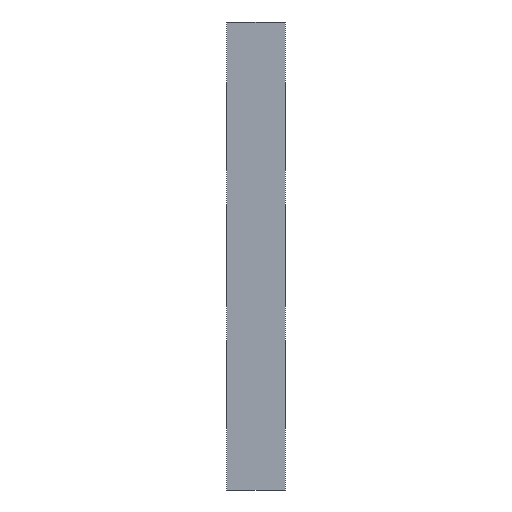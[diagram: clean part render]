
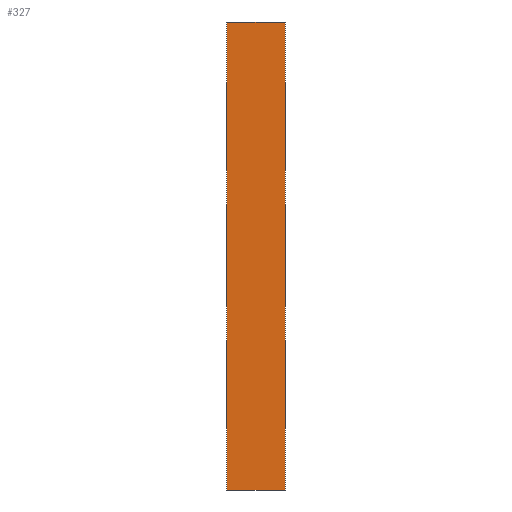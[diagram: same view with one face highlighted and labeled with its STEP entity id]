
A CAD part, front view. The second image highlights one B-rep face of the part: STEP entity #327.
In plain terms, the highlighted free-form (B-spline) face has degree [1, 1] with [2, 2] control points.
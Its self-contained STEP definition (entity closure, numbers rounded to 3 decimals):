
#292=(
BOUNDED_SURFACE()
B_SPLINE_SURFACE(1,1,((#293,#294),(#295,#296)),.UNSPECIFIED.,.F.,.F.,.F.)
B_SPLINE_SURFACE_WITH_KNOTS((2,2),(2,2),(0.000,1.000),(0.000,1.000),.UNSPECIFIED.)
GEOMETRIC_REPRESENTATION_ITEM()
RATIONAL_B_SPLINE_SURFACE(((1.,1.),(1.,1.)))
REPRESENTATION_ITEM('')
SURFACE()
);
#293=CARTESIAN_POINT('',(2.531,-40.494,20.));
#294=CARTESIAN_POINT('',(2.531,-40.494,-20.));
#295=CARTESIAN_POINT('',(-2.469,-40.494,20.));
#296=CARTESIAN_POINT('',(-2.469,-40.494,-20.));
#297=CARTESIAN_POINT('',(2.531,-40.494,-20.));
#298=VERTEX_POINT('',#297);
#299=(
BOUNDED_CURVE()
B_SPLINE_CURVE(1,(#300,#301),.UNSPECIFIED.,.F.,.F.)
B_SPLINE_CURVE_WITH_KNOTS((2,2),(0.000,1.000),.UNSPECIFIED.)
CURVE()
GEOMETRIC_REPRESENTATION_ITEM()
RATIONAL_B_SPLINE_CURVE((1.,1.))
REPRESENTATION_ITEM('')
);
#300=CARTESIAN_POINT('',(2.531,-40.494,-20.));
#301=CARTESIAN_POINT('',(-2.469,-40.494,-20.));
#302=CARTESIAN_POINT('',(-2.469,-40.494,-20.));
#303=VERTEX_POINT('',#302);
#304=EDGE_CURVE('',#298,#303,#299,.T.);
#305=ORIENTED_EDGE('',*,*,#304,.T.);
#306=(
BOUNDED_CURVE()
B_SPLINE_CURVE(1,(#307,#308),.UNSPECIFIED.,.F.,.F.)
B_SPLINE_CURVE_WITH_KNOTS((2,2),(0.000,1.000),.UNSPECIFIED.)
CURVE()
GEOMETRIC_REPRESENTATION_ITEM()
RATIONAL_B_SPLINE_CURVE((1.,1.))
REPRESENTATION_ITEM('')
);
#307=CARTESIAN_POINT('',(-2.469,-40.494,-20.));
#308=CARTESIAN_POINT('',(-2.469,-40.494,20.));
#309=CARTESIAN_POINT('',(-2.469,-40.494,20.));
#310=VERTEX_POINT('',#309);
#311=EDGE_CURVE('',#303,#310,#306,.T.);
#312=ORIENTED_EDGE('',*,*,#311,.T.);
#313=(
BOUNDED_CURVE()
B_SPLINE_CURVE(1,(#314,#315),.UNSPECIFIED.,.F.,.F.)
B_SPLINE_CURVE_WITH_KNOTS((2,2),(0.000,1.000),.UNSPECIFIED.)
CURVE()
GEOMETRIC_REPRESENTATION_ITEM()
RATIONAL_B_SPLINE_CURVE((1.,1.))
REPRESENTATION_ITEM('')
);
#314=CARTESIAN_POINT('',(-2.469,-40.494,20.));
#315=CARTESIAN_POINT('',(2.531,-40.494,20.));
#316=CARTESIAN_POINT('',(2.531,-40.494,20.));
#317=VERTEX_POINT('',#316);
#318=EDGE_CURVE('',#310,#317,#313,.T.);
#319=ORIENTED_EDGE('',*,*,#318,.T.);
#320=(
BOUNDED_CURVE()
B_SPLINE_CURVE(1,(#321,#322),.UNSPECIFIED.,.F.,.F.)
B_SPLINE_CURVE_WITH_KNOTS((2,2),(0.000,1.000),.UNSPECIFIED.)
CURVE()
GEOMETRIC_REPRESENTATION_ITEM()
RATIONAL_B_SPLINE_CURVE((1.,1.))
REPRESENTATION_ITEM('')
);
#321=CARTESIAN_POINT('',(2.531,-40.494,20.));
#322=CARTESIAN_POINT('',(2.531,-40.494,-20.));
#323=EDGE_CURVE('',#317,#298,#320,.T.);
#324=ORIENTED_EDGE('',*,*,#323,.T.);
#325=EDGE_LOOP('',(#305,#312,#319,#324));
#326=FACE_OUTER_BOUND('',#325,.T.);
#327=ADVANCED_FACE('',(#326),#292,.T.);
